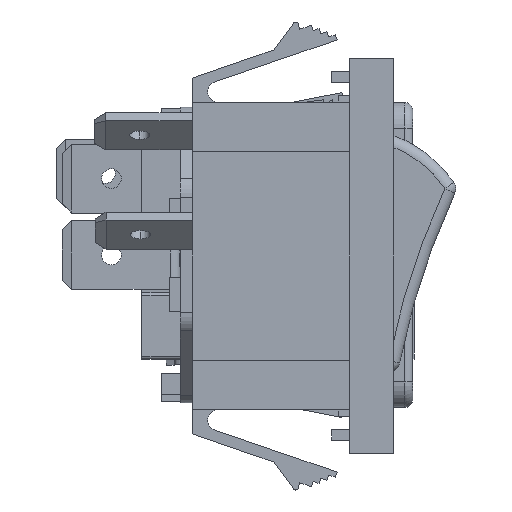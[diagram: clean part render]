
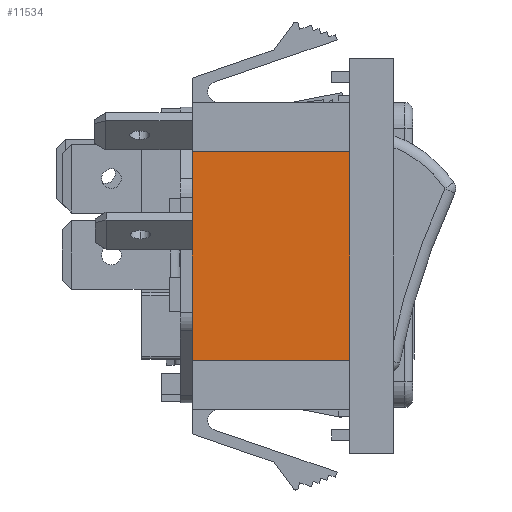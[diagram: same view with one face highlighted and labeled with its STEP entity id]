
A CAD part, front view. The second image highlights one B-rep face of the part: STEP entity #11534.
In plain terms, the highlighted planar face has unit normal (0, -1, 0).
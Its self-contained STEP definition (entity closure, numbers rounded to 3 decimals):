
#4464 = DIRECTION ( 'NONE',  ( 1., 0., 0. ) ) ;
#4928 = CARTESIAN_POINT ( 'NONE',  ( -14.402, -27.624, -9.525 ) ) ;
#5008 = CARTESIAN_POINT ( 'NONE',  ( -14.402, -27.624, 9.525 ) ) ;
#6374 = ORIENTED_EDGE ( 'NONE', *, *, #59631, .F. ) ;
#8292 = EDGE_CURVE ( 'NONE', #68534, #34881, #17998, .T. ) ;
#11534 = ADVANCED_FACE ( 'NONE', ( #37236 ), #24568, .F. ) ;
#15936 = DIRECTION ( 'NONE',  ( 0., 0., -1. ) ) ;
#17998 = LINE ( 'NONE', #56886, #72985 ) ;
#18138 = DIRECTION ( 'NONE',  ( 0., 0., -1. ) ) ;
#20670 = VECTOR ( 'NONE', #18138, 1000. ) ;
#24568 = PLANE ( 'NONE',  #25585 ) ;
#25585 = AXIS2_PLACEMENT_3D ( 'NONE', #32168, #50345, #81660 ) ;
#29766 = ORIENTED_EDGE ( 'NONE', *, *, #46453, .T. ) ;
#30406 = LINE ( 'NONE', #5008, #20670 ) ;
#32168 = CARTESIAN_POINT ( 'NONE',  ( -14.402, -27.624, 9.525 ) ) ;
#34881 = VERTEX_POINT ( 'NONE', #44536 ) ;
#37236 = FACE_OUTER_BOUND ( 'NONE', #44198, .T. ) ;
#38497 = LINE ( 'NONE', #52424, #58064 ) ;
#39479 = VECTOR ( 'NONE', #15936, 1000. ) ;
#40044 = CARTESIAN_POINT ( 'NONE',  ( 0., -27.624, 9.525 ) ) ;
#42700 = ORIENTED_EDGE ( 'NONE', *, *, #56367, .T. ) ;
#44198 = EDGE_LOOP ( 'NONE', ( #42700, #6374, #55013, #29766 ) ) ;
#44536 = CARTESIAN_POINT ( 'NONE',  ( 0., -27.624, 9.525 ) ) ;
#46453 = EDGE_CURVE ( 'NONE', #68534, #81694, #30406, .T. ) ;
#50345 = DIRECTION ( 'NONE',  ( 0., 1., 0. ) ) ;
#52424 = CARTESIAN_POINT ( 'NONE',  ( -14.402, -27.624, -9.525 ) ) ;
#55013 = ORIENTED_EDGE ( 'NONE', *, *, #8292, .F. ) ;
#56367 = EDGE_CURVE ( 'NONE', #81694, #80840, #38497, .T. ) ;
#56886 = CARTESIAN_POINT ( 'NONE',  ( -14.402, -27.624, 9.525 ) ) ;
#58064 = VECTOR ( 'NONE', #64295, 1000. ) ;
#58243 = CARTESIAN_POINT ( 'NONE',  ( -14.402, -27.624, 9.525 ) ) ;
#59631 = EDGE_CURVE ( 'NONE', #34881, #80840, #73874, .T. ) ;
#64295 = DIRECTION ( 'NONE',  ( 1., 0., 0. ) ) ;
#68534 = VERTEX_POINT ( 'NONE', #58243 ) ;
#72985 = VECTOR ( 'NONE', #4464, 1000. ) ;
#73874 = LINE ( 'NONE', #40044, #39479 ) ;
#76178 = CARTESIAN_POINT ( 'NONE',  ( 0., -27.624, -9.525 ) ) ;
#80840 = VERTEX_POINT ( 'NONE', #76178 ) ;
#81660 = DIRECTION ( 'NONE',  ( 1., 0., 0. ) ) ;
#81694 = VERTEX_POINT ( 'NONE', #4928 ) ;
